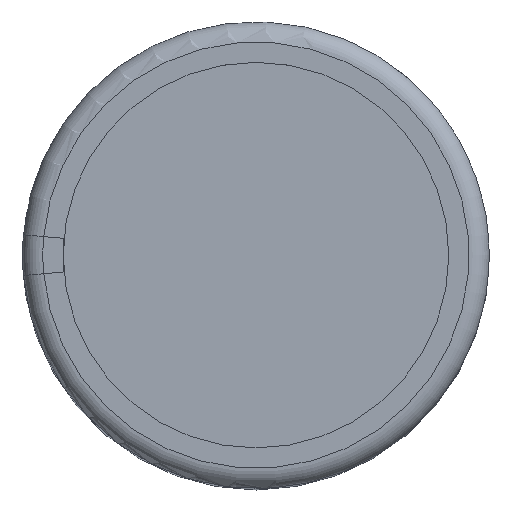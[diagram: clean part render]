
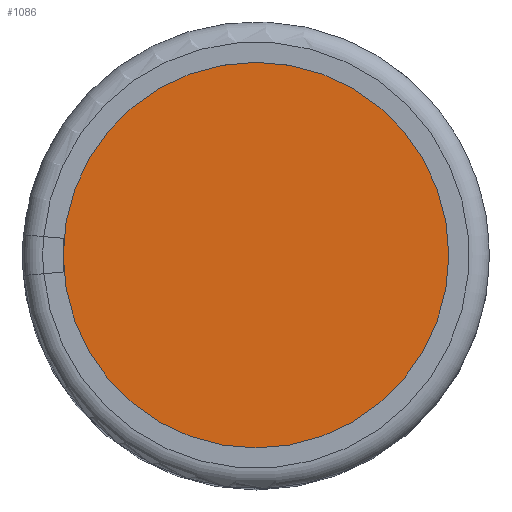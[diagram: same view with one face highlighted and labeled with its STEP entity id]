
A CAD part, top view. The second image highlights one B-rep face of the part: STEP entity #1086.
In plain terms, the highlighted planar face has unit normal (0, 0, 1).
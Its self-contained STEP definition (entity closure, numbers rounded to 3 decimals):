
#1016=CARTESIAN_POINT('',(9.5,0.0,41.75));
#1017=VERTEX_POINT('',#1016);
#1026=CARTESIAN_POINT('',(-9.5,0.,41.75));
#1027=VERTEX_POINT('',#1026);
#1028=CARTESIAN_POINT('',(0.0,0.0,41.75));
#1029=DIRECTION('',(0.0,0.0,-1.0));
#1030=DIRECTION('',(1.0,0.0,0.0));
#1031=AXIS2_PLACEMENT_3D('',#1028,#1029,#1030);
#1032=CIRCLE('',#1031,9.5);
#1033=EDGE_CURVE('',#1017,#1027,#1032,.T.);
#1067=CARTESIAN_POINT('',(0.0,0.0,41.75));
#1068=DIRECTION('',(0.0,0.0,-1.0));
#1069=DIRECTION('',(1.0,0.0,0.0));
#1070=AXIS2_PLACEMENT_3D('',#1067,#1068,#1069);
#1071=CIRCLE('',#1070,9.5);
#1072=EDGE_CURVE('',#1027,#1017,#1071,.T.);
#1077=CARTESIAN_POINT('',(0.0,0.0,41.75));
#1078=DIRECTION('',(0.0,0.0,1.0));
#1079=DIRECTION('',(1.0,0.0,0.0));
#1080=AXIS2_PLACEMENT_3D('',#1077,#1078,#1079);
#1081=PLANE('',#1080);
#1082=ORIENTED_EDGE('',*,*,#1033,.F.);
#1083=ORIENTED_EDGE('',*,*,#1072,.F.);
#1084=EDGE_LOOP('',(#1082,#1083));
#1085=FACE_OUTER_BOUND('',#1084,.T.);
#1086=ADVANCED_FACE('',(#1085),#1081,.T.);
